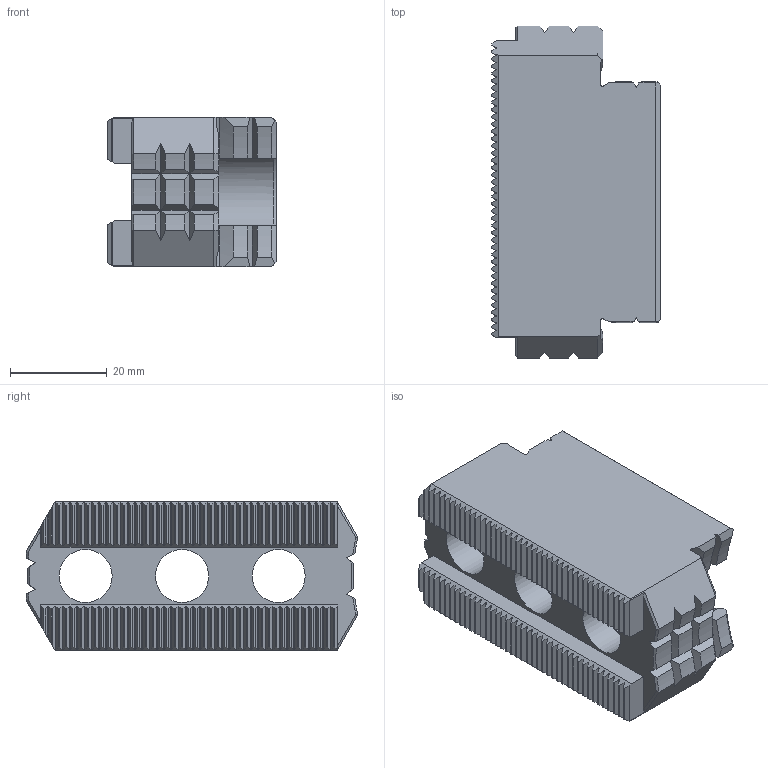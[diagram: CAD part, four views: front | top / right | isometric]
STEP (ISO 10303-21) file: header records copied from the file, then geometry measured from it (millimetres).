
FILE_DESCRIPTION (( 'STEP AP214' ), '1' );
FILE_NAME ('HB06B1-61P302524-4.STEP', '2025-09-03T00:29:32', ( '' ), ( '' ), 'SwSTEP 2.0', 'SolidWorks 2022', '' );
FILE_SCHEMA (( 'AUTOMOTIVE_DESIGN' ));
Length unit declared in the file: millimetre
Products named in the file (1): HB06B1-61P302524-4
Bounding box: 35 x 68.77 x 31 mm (x, y, z)
Volume: 42692.7 mm3; surface area: 14326.5 mm2
Topology: 1 solids, 1 shells, 482 faces, 1425 edges, 946 vertices
Faces by surface type: plane 308, cylinder 124, cone 46, torus 4
Full cylindrical faces by diameter (mm): 11 x3, 17 x3
Entity records: 16006 total; most frequent: CARTESIAN_POINT 3822, ORIENTED_EDGE 2826, DIRECTION 2178, EDGE_CURVE 1413, LINE 986, VECTOR 986, VERTEX_POINT 944, AXIS2_PLACEMENT_3D 596
